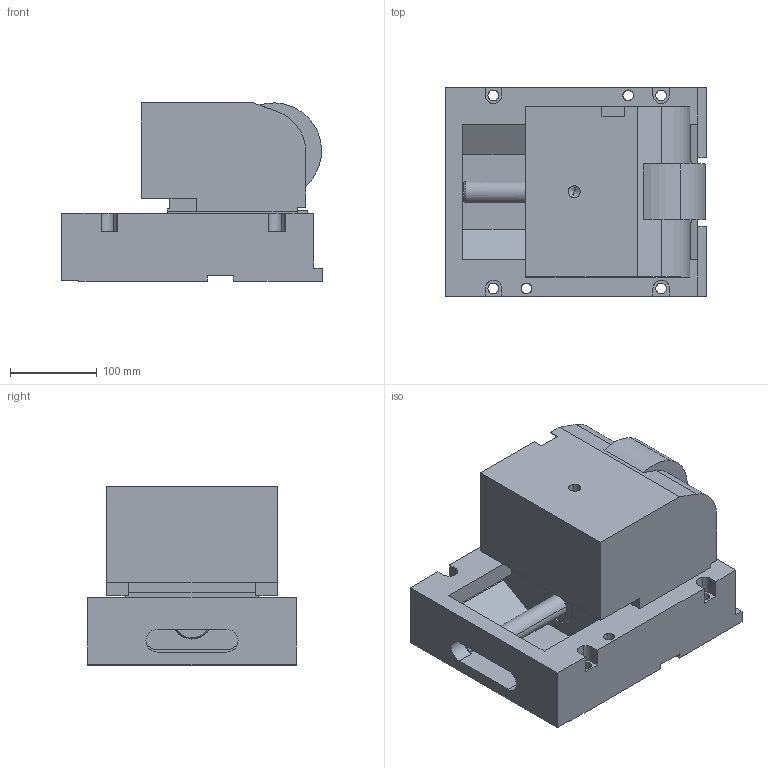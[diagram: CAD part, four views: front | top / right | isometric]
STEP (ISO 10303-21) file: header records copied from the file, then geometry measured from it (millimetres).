
FILE_DESCRIPTION(('CATIA V5 STEP Exchange'),'2;1');
FILE_NAME('CRCS-20000-100_1.stp','2015-04-29T13:45:19+00:00',('none'),('none'),'CATIA Version 5 Release 19 SP 2 (IN-10)','CATIA V5 STEP AP203','none');
FILE_SCHEMA(('CONFIG_CONTROL_DESIGN'));
Length unit declared in the file: millimetre
Products named in the file (1): CRCS-20000-100_1
Bounding box: 300 x 240 x 205 mm (x, y, z)
Volume: 8654824.9 mm3; surface area: 554790.6 mm2
Topology: 3 solids, 6 shells, 214 faces, 584 edges, 384 vertices
Faces by surface type: plane 126, cylinder 67, cone 14, torus 7
Entity records: 7277 total; most frequent: CARTESIAN_POINT 2110, ORIENTED_EDGE 1152, DIRECTION 863, EDGE_CURVE 576, VECTOR 397, LINE 397, VERTEX_POINT 384, AXIS2_PLACEMENT_3D 288
